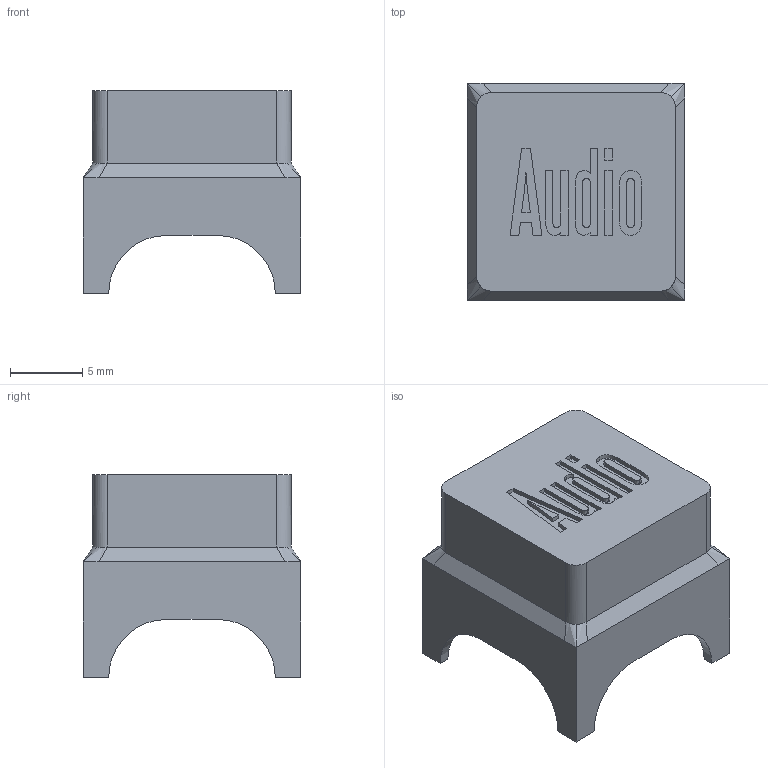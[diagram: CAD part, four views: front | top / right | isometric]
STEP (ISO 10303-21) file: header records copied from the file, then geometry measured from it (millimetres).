
FILE_DESCRIPTION(('FreeCAD Model'),'2;1');
FILE_NAME('Open CASCADE Shape Model','2024-10-21T01:59:01',(''),(''), 'Open CASCADE STEP processor 7.7','FreeCAD','Unknown');
FILE_SCHEMA(('AUTOMOTIVE_DESIGN { 1 0 10303 214 1 1 1 1 }'));
Length unit declared in the file: millimetre
Products named in the file (1): Keycap
Bounding box: 15 x 15 x 14 mm (x, y, z)
Volume: 1405.4 mm3; surface area: 1486 mm2
Topology: 1 solids, 1 shells, 120 faces, 309 edges, 202 vertices
Faces by surface type: plane 74, extrusion 20, cylinder 14, bspline 12
Full cylindrical faces by diameter (mm): 3.4 x1, 6 x1
Entity records: 3719 total; most frequent: CARTESIAN_POINT 880, ORIENTED_EDGE 618, DIRECTION 487, EDGE_CURVE 309, VECTOR 245, LINE 225, VERTEX_POINT 202, FACE_BOUND 131
